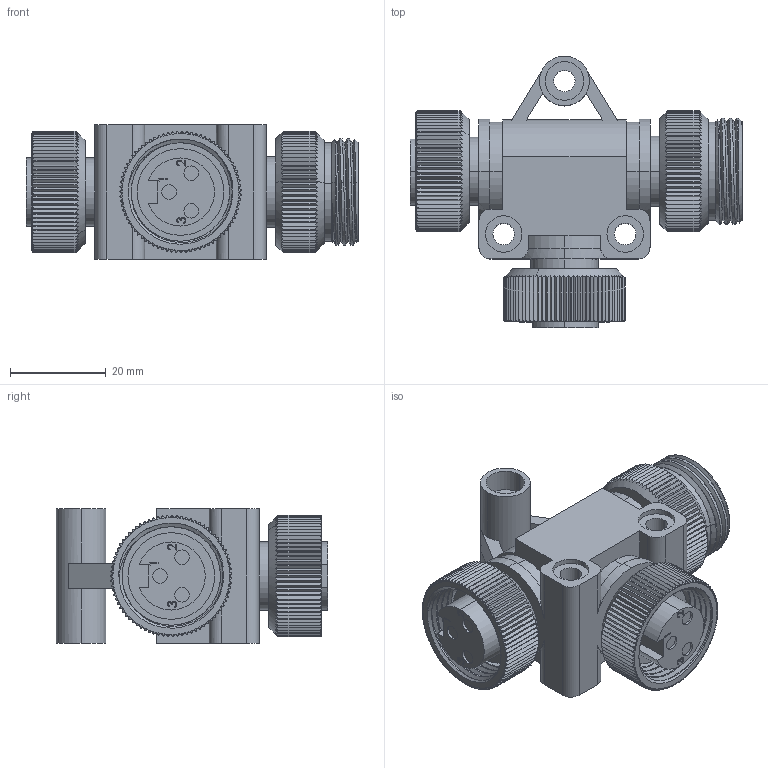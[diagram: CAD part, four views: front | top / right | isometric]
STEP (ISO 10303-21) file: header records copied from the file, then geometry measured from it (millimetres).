
FILE_DESCRIPTION (( 'STEP AP214' ), '1' );
FILE_NAME ('MIN-3MFF-T.STEP', '2015-08-12T23:27:32', ( 'Bruce Laptop' ), ( 'HP' ), 'SwSTEP 2.0', 'SolidWorks 2015', '' );
FILE_SCHEMA (( 'AUTOMOTIVE_DESIGN' ));
Length unit declared in the file: millimetre
Products named in the file (1): MIN-3MFF-T
Bounding box: 69.44 x 56.83 x 28.19 mm (x, y, z)
Volume: 39394.4 mm3; surface area: 18148.9 mm2
Topology: 2 solids, 4 shells, 1254 faces, 3591 edges, 2385 vertices
Faces by surface type: plane 612, cylinder 376, torus 160, bspline 69, cone 31, sphere 6
Entity records: 62748 total; most frequent: CARTESIAN_POINT 17915, ORIENTED_EDGE 7170, DIRECTION 5690, EDGE_CURVE 3585, VERTEX_POINT 2385, AXIS2_PLACEMENT_3D 2098, LINE 1494, VECTOR 1494
